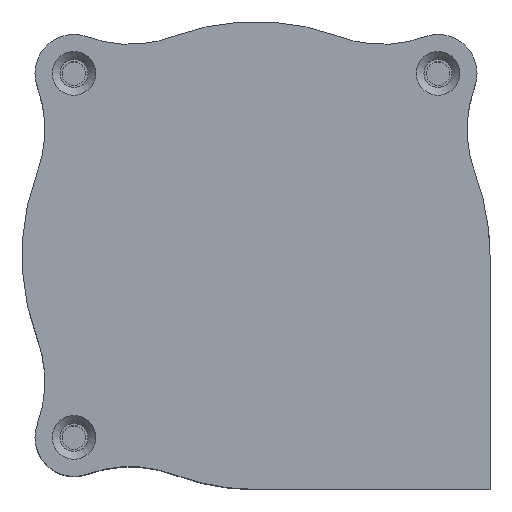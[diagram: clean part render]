
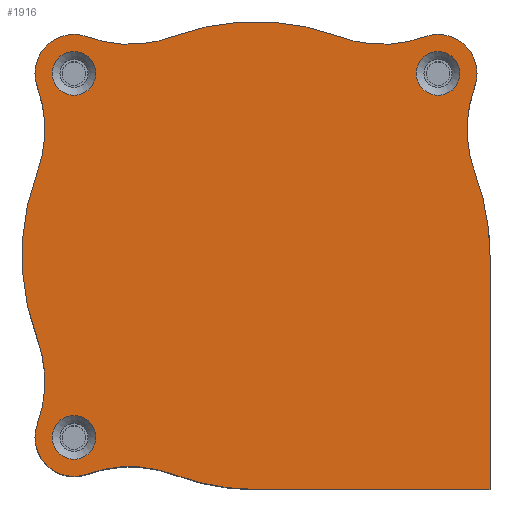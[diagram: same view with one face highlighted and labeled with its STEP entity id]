
A CAD part, top view. The second image highlights one B-rep face of the part: STEP entity #1916.
In plain terms, the highlighted planar face has unit normal (0, 0, 1).
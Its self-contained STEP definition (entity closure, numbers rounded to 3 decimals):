
#114=LINE('',#3321,#248);
#123=LINE('',#3357,#257);
#248=VECTOR('',#2579,10.);
#257=VECTOR('',#2616,10.);
#387=FACE_BOUND('',#594,.T.);
#388=FACE_BOUND('',#595,.T.);
#389=FACE_BOUND('',#596,.T.);
#465=FACE_OUTER_BOUND('',#593,.T.);
#593=EDGE_LOOP('',(#1610,#1611,#1612,#1613,#1614,#1615,#1616,#1617,#1618,
#1619,#1620,#1621,#1622,#1623,#1624));
#594=EDGE_LOOP('',(#1625));
#595=EDGE_LOOP('',(#1626));
#596=EDGE_LOOP('',(#1627));
#724=CIRCLE('',#2122,2.8);
#727=CIRCLE('',#2126,30.);
#728=CIRCLE('',#2127,16.);
#729=CIRCLE('',#2128,5.);
#730=CIRCLE('',#2129,16.);
#731=CIRCLE('',#2130,30.);
#732=CIRCLE('',#2131,16.);
#733=CIRCLE('',#2132,5.);
#734=CIRCLE('',#2133,16.);
#735=CIRCLE('',#2134,30.);
#736=CIRCLE('',#2135,16.);
#737=CIRCLE('',#2136,5.);
#738=CIRCLE('',#2137,16.);
#739=CIRCLE('',#2138,30.);
#740=CIRCLE('',#2139,2.8);
#741=CIRCLE('',#2140,2.8);
#890=VERTEX_POINT('',#3318);
#891=VERTEX_POINT('',#3320);
#901=VERTEX_POINT('',#3348);
#904=VERTEX_POINT('',#3356);
#905=VERTEX_POINT('',#3358);
#906=VERTEX_POINT('',#3360);
#907=VERTEX_POINT('',#3362);
#908=VERTEX_POINT('',#3364);
#909=VERTEX_POINT('',#3366);
#910=VERTEX_POINT('',#3368);
#911=VERTEX_POINT('',#3370);
#912=VERTEX_POINT('',#3372);
#913=VERTEX_POINT('',#3374);
#914=VERTEX_POINT('',#3376);
#915=VERTEX_POINT('',#3378);
#916=VERTEX_POINT('',#3380);
#917=VERTEX_POINT('',#3383);
#918=VERTEX_POINT('',#3385);
#1134=EDGE_CURVE('',#891,#890,#114,.T.);
#1148=EDGE_CURVE('',#901,#901,#724,.T.);
#1152=EDGE_CURVE('',#890,#904,#123,.T.);
#1153=EDGE_CURVE('',#904,#905,#727,.T.);
#1154=EDGE_CURVE('',#905,#906,#728,.T.);
#1155=EDGE_CURVE('',#906,#907,#729,.T.);
#1156=EDGE_CURVE('',#907,#908,#730,.T.);
#1157=EDGE_CURVE('',#908,#909,#731,.T.);
#1158=EDGE_CURVE('',#909,#910,#732,.T.);
#1159=EDGE_CURVE('',#910,#911,#733,.T.);
#1160=EDGE_CURVE('',#911,#912,#734,.T.);
#1161=EDGE_CURVE('',#912,#913,#735,.T.);
#1162=EDGE_CURVE('',#913,#914,#736,.T.);
#1163=EDGE_CURVE('',#914,#915,#737,.T.);
#1164=EDGE_CURVE('',#915,#916,#738,.T.);
#1165=EDGE_CURVE('',#916,#891,#739,.T.);
#1166=EDGE_CURVE('',#917,#917,#740,.T.);
#1167=EDGE_CURVE('',#918,#918,#741,.T.);
#1610=ORIENTED_EDGE('',*,*,#1134,.T.);
#1611=ORIENTED_EDGE('',*,*,#1152,.T.);
#1612=ORIENTED_EDGE('',*,*,#1153,.T.);
#1613=ORIENTED_EDGE('',*,*,#1154,.T.);
#1614=ORIENTED_EDGE('',*,*,#1155,.T.);
#1615=ORIENTED_EDGE('',*,*,#1156,.T.);
#1616=ORIENTED_EDGE('',*,*,#1157,.T.);
#1617=ORIENTED_EDGE('',*,*,#1158,.T.);
#1618=ORIENTED_EDGE('',*,*,#1159,.T.);
#1619=ORIENTED_EDGE('',*,*,#1160,.T.);
#1620=ORIENTED_EDGE('',*,*,#1161,.T.);
#1621=ORIENTED_EDGE('',*,*,#1162,.T.);
#1622=ORIENTED_EDGE('',*,*,#1163,.T.);
#1623=ORIENTED_EDGE('',*,*,#1164,.T.);
#1624=ORIENTED_EDGE('',*,*,#1165,.T.);
#1625=ORIENTED_EDGE('',*,*,#1166,.F.);
#1626=ORIENTED_EDGE('',*,*,#1167,.F.);
#1627=ORIENTED_EDGE('',*,*,#1148,.F.);
#1836=PLANE('',#2125);
#1916=ADVANCED_FACE('',(#465,#387,#388,#389),#1836,.T.);
#2122=AXIS2_PLACEMENT_3D('',#3349,#2607,#2608);
#2125=AXIS2_PLACEMENT_3D('',#3355,#2614,#2615);
#2126=AXIS2_PLACEMENT_3D('',#3359,#2617,#2618);
#2127=AXIS2_PLACEMENT_3D('',#3361,#2619,#2620);
#2128=AXIS2_PLACEMENT_3D('',#3363,#2621,#2622);
#2129=AXIS2_PLACEMENT_3D('',#3365,#2623,#2624);
#2130=AXIS2_PLACEMENT_3D('',#3367,#2625,#2626);
#2131=AXIS2_PLACEMENT_3D('',#3369,#2627,#2628);
#2132=AXIS2_PLACEMENT_3D('',#3371,#2629,#2630);
#2133=AXIS2_PLACEMENT_3D('',#3373,#2631,#2632);
#2134=AXIS2_PLACEMENT_3D('',#3375,#2633,#2634);
#2135=AXIS2_PLACEMENT_3D('',#3377,#2635,#2636);
#2136=AXIS2_PLACEMENT_3D('',#3379,#2637,#2638);
#2137=AXIS2_PLACEMENT_3D('',#3381,#2639,#2640);
#2138=AXIS2_PLACEMENT_3D('',#3382,#2641,#2642);
#2139=AXIS2_PLACEMENT_3D('',#3384,#2643,#2644);
#2140=AXIS2_PLACEMENT_3D('',#3386,#2645,#2646);
#2579=DIRECTION('',(1.,0.,0.));
#2607=DIRECTION('center_axis',(0.,0.,
1.));
#2608=DIRECTION('ref_axis',(-1.,0.,0.));
#2614=DIRECTION('center_axis',(0.,0.,
1.));
#2615=DIRECTION('ref_axis',(-1.,0.,0.));
#2616=DIRECTION('',(0.,1.,0.));
#2617=DIRECTION('center_axis',(0.,0.,
1.));
#2618=DIRECTION('ref_axis',(1.,0.,0.));
#2619=DIRECTION('center_axis',(0.,0.,
-1.));
#2620=DIRECTION('ref_axis',(-0.94,0.342,0.));
#2621=DIRECTION('center_axis',(0.,0.,
1.));
#2622=DIRECTION('ref_axis',(0.94,-0.342,0.));
#2623=DIRECTION('center_axis',(0.,0.,
-1.));
#2624=DIRECTION('ref_axis',(-0.351,-0.936,0.));
#2625=DIRECTION('center_axis',(0.,0.,
1.));
#2626=DIRECTION('ref_axis',(1.,0.,0.));
#2627=DIRECTION('center_axis',(0.,0.,
-1.));
#2628=DIRECTION('ref_axis',(-0.342,-0.94,0.));
#2629=DIRECTION('center_axis',(0.,0.,
1.));
#2630=DIRECTION('ref_axis',(0.342,0.94,0.));
#2631=DIRECTION('center_axis',(0.,0.,
-1.));
#2632=DIRECTION('ref_axis',(0.936,-0.351,0.));
#2633=DIRECTION('center_axis',(0.,0.,
1.));
#2634=DIRECTION('ref_axis',(1.,0.,0.));
#2635=DIRECTION('center_axis',(0.,0.,
-1.));
#2636=DIRECTION('ref_axis',(0.94,-0.342,0.));
#2637=DIRECTION('center_axis',(0.,0.,
1.));
#2638=DIRECTION('ref_axis',(-0.94,0.342,0.));
#2639=DIRECTION('center_axis',(0.,0.,
-1.));
#2640=DIRECTION('ref_axis',(0.351,0.936,0.));
#2641=DIRECTION('center_axis',(0.,0.,
1.));
#2642=DIRECTION('ref_axis',(1.,0.,0.));
#2643=DIRECTION('center_axis',(0.,0.,
1.));
#2644=DIRECTION('ref_axis',(-1.,0.,0.));
#2645=DIRECTION('center_axis',(0.,0.,
1.));
#2646=DIRECTION('ref_axis',(-1.,0.,0.));
#3318=CARTESIAN_POINT('',(30.,-30.,50.));
#3320=CARTESIAN_POINT('',(0.,-30.,50.));
#3321=CARTESIAN_POINT('',(0.,-30.,50.));
#3348=CARTESIAN_POINT('',(-20.535,-23.335,50.));
#3349=CARTESIAN_POINT('Origin',(-23.335,-23.335,50.));
#3355=CARTESIAN_POINT('Origin',(0.,0.,
50.));
#3356=CARTESIAN_POINT('',(30.,0.,50.));
#3357=CARTESIAN_POINT('',(30.,-30.,50.));
#3358=CARTESIAN_POINT('',(28.089,10.537,50.));
#3359=CARTESIAN_POINT('Origin',(0.,0.,
50.));
#3360=CARTESIAN_POINT('',(28.033,21.625,50.));
#3361=CARTESIAN_POINT('Origin',(43.07,16.156,50.));
#3362=CARTESIAN_POINT('',(21.625,28.033,50.));
#3363=CARTESIAN_POINT('Origin',(23.335,23.335,50.));
#3364=CARTESIAN_POINT('',(10.537,28.089,50.));
#3365=CARTESIAN_POINT('Origin',(16.156,43.07,50.));
#3366=CARTESIAN_POINT('',(-10.537,28.089,50.));
#3367=CARTESIAN_POINT('Origin',(0.,0.,
50.));
#3368=CARTESIAN_POINT('',(-21.625,28.033,50.));
#3369=CARTESIAN_POINT('Origin',(-16.156,43.07,50.));
#3370=CARTESIAN_POINT('',(-28.033,21.625,50.));
#3371=CARTESIAN_POINT('Origin',(-23.335,23.335,50.));
#3372=CARTESIAN_POINT('',(-28.089,10.537,50.));
#3373=CARTESIAN_POINT('Origin',(-43.07,16.156,50.));
#3374=CARTESIAN_POINT('',(-28.089,-10.537,50.));
#3375=CARTESIAN_POINT('Origin',(0.,0.,
50.));
#3376=CARTESIAN_POINT('',(-28.033,-21.625,50.));
#3377=CARTESIAN_POINT('Origin',(-43.07,-16.156,50.));
#3378=CARTESIAN_POINT('',(-21.625,-28.033,50.));
#3379=CARTESIAN_POINT('Origin',(-23.335,-23.335,50.));
#3380=CARTESIAN_POINT('',(-10.537,-28.089,50.));
#3381=CARTESIAN_POINT('Origin',(-16.156,-43.07,50.));
#3382=CARTESIAN_POINT('Origin',(0.,0.,
50.));
#3383=CARTESIAN_POINT('',(-20.535,23.335,50.));
#3384=CARTESIAN_POINT('Origin',(-23.335,23.335,50.));
#3385=CARTESIAN_POINT('',(26.135,23.335,50.));
#3386=CARTESIAN_POINT('Origin',(23.335,23.335,50.));
